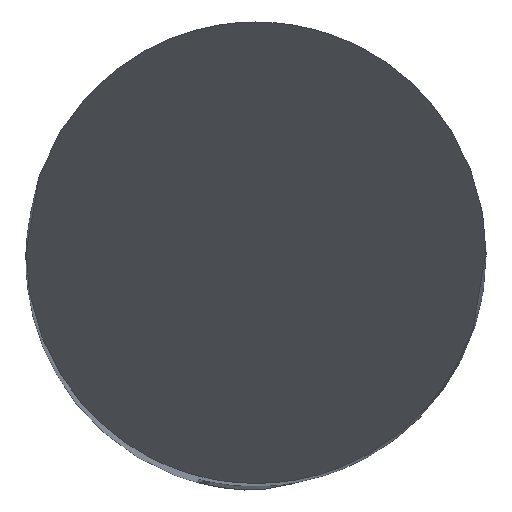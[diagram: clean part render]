
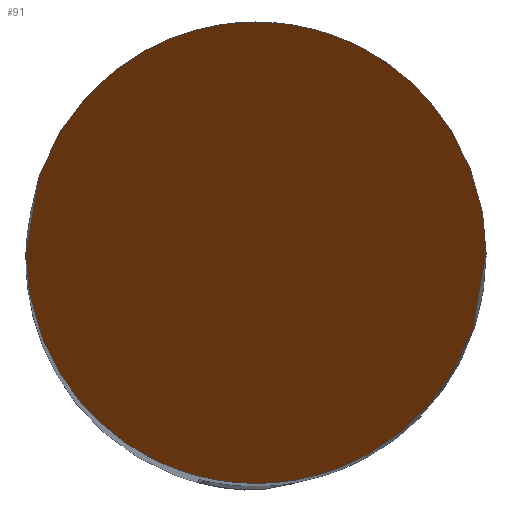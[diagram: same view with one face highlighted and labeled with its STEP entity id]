
A CAD part, top view. The second image highlights one B-rep face of the part: STEP entity #91.
In plain terms, the highlighted planar face has unit normal (0, -0.866, 0.5).
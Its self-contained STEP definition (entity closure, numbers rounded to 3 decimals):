
#91=ADVANCED_FACE('',(#133),#111,.F.);
#111=PLANE('',#609);
#133=FACE_OUTER_BOUND('',#164,.T.);
#164=EDGE_LOOP('',(#310,#311));
#310=ORIENTED_EDGE('',*,*,#465,.F.);
#311=ORIENTED_EDGE('',*,*,#453,.F.);
#395=VERTEX_POINT('',#973);
#396=VERTEX_POINT('',#978);
#453=EDGE_CURVE('',#395,#396,#552,.T.);
#465=EDGE_CURVE('',#396,#395,#555,.T.);
#552=(
BOUNDED_CURVE()
B_SPLINE_CURVE(3,(#974,#975,#976,#977),.UNSPECIFIED.,.F.,.F.)
B_SPLINE_CURVE_WITH_KNOTS((4,4),(0.,1.),.UNSPECIFIED.)
CURVE()
GEOMETRIC_REPRESENTATION_ITEM()
RATIONAL_B_SPLINE_CURVE((1.,0.333,0.333,1.))
REPRESENTATION_ITEM('')
);
#555=(
BOUNDED_CURVE()
B_SPLINE_CURVE(3,(#1054,#1055,#1056,#1057),.UNSPECIFIED.,.F.,.F.)
B_SPLINE_CURVE_WITH_KNOTS((4,4),(0.,1.),.UNSPECIFIED.)
CURVE()
GEOMETRIC_REPRESENTATION_ITEM()
RATIONAL_B_SPLINE_CURVE((1.,0.333,0.333,1.))
REPRESENTATION_ITEM('')
);
#609=AXIS2_PLACEMENT_3D('',#1098,#678,#679);
#678=DIRECTION('',(0.,0.866,-0.5));
#679=DIRECTION('',(0.,-0.5,-0.866));
#973=CARTESIAN_POINT('',(-2.5,0.,0.));
#974=CARTESIAN_POINT('',(-2.5,0.,0.));
#975=CARTESIAN_POINT('',(-2.5,5.,8.66));
#976=CARTESIAN_POINT('',(2.5,5.,8.66));
#977=CARTESIAN_POINT('',(2.5,0.,0.));
#978=CARTESIAN_POINT('',(2.5,0.,0.));
#1054=CARTESIAN_POINT('',(2.5,0.,0.));
#1055=CARTESIAN_POINT('',(2.5,-5.,-8.66));
#1056=CARTESIAN_POINT('',(-2.5,-5.,-8.66));
#1057=CARTESIAN_POINT('',(-2.5,0.,0.));
#1098=CARTESIAN_POINT('',(-2.5,2.5,4.33));
